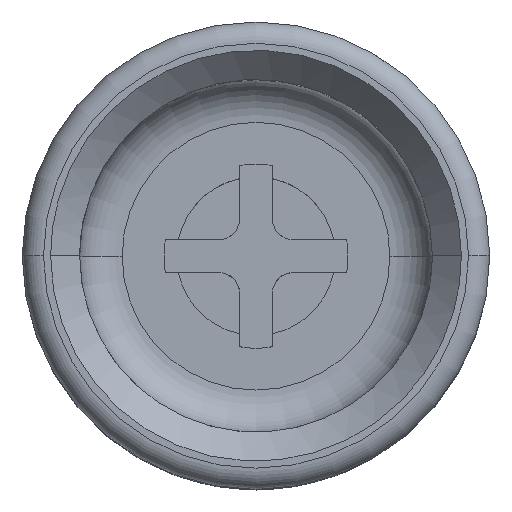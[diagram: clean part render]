
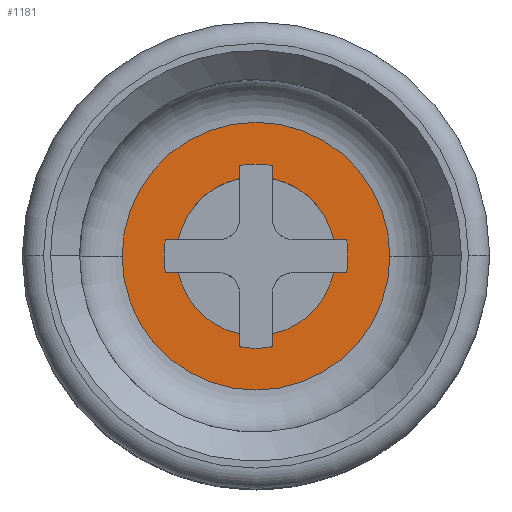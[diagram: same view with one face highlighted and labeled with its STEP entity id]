
A CAD part, top view. The second image highlights one B-rep face of the part: STEP entity #1181.
In plain terms, the highlighted planar face has unit normal (0, 0, 1).
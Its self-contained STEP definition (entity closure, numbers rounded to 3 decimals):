
#254=AXIS2_PLACEMENT_3D('Circle Axis2P3D',#252,#253,$) ;
#308=AXIS2_PLACEMENT_3D('Circle Axis2P3D',#306,#307,$) ;
#348=AXIS2_PLACEMENT_3D('Circle Axis2P3D',#346,#347,$) ;
#449=AXIS2_PLACEMENT_3D('Circle Axis2P3D',#447,#448,$) ;
#1025=AXIS2_PLACEMENT_3D('Circle Axis2P3D',#1023,#1024,$) ;
#1056=AXIS2_PLACEMENT_3D('Circle Axis2P3D',#1054,#1055,$) ;
#1069=AXIS2_PLACEMENT_3D('Plane Axis2P3D',#1066,#1067,#1068) ;
#247=CARTESIAN_POINT('Vertex',(3.899,5.583,17.526)) ;
#252=CARTESIAN_POINT('Axis2P3D Location',(4.191,4.191,17.526)) ;
#256=CARTESIAN_POINT('Vertex',(2.799,4.483,17.526)) ;
#287=CARTESIAN_POINT('Vertex',(3.899,2.799,17.526)) ;
#303=CARTESIAN_POINT('Vertex',(2.799,3.899,17.526)) ;
#306=CARTESIAN_POINT('Axis2P3D Location',(4.191,4.191,17.526)) ;
#327=CARTESIAN_POINT('Vertex',(4.483,5.583,17.526)) ;
#343=CARTESIAN_POINT('Vertex',(5.583,4.483,17.526)) ;
#346=CARTESIAN_POINT('Axis2P3D Location',(4.191,4.191,17.526)) ;
#428=CARTESIAN_POINT('Vertex',(5.583,3.899,17.526)) ;
#444=CARTESIAN_POINT('Vertex',(4.483,2.799,17.526)) ;
#447=CARTESIAN_POINT('Axis2P3D Location',(4.191,4.191,17.526)) ;
#1023=CARTESIAN_POINT('Axis2P3D Location',(4.191,4.191,17.526)) ;
#1027=CARTESIAN_POINT('Vertex',(1.791,4.191,17.526)) ;
#1029=CARTESIAN_POINT('Vertex',(6.591,4.191,17.526)) ;
#1054=CARTESIAN_POINT('Axis2P3D Location',(4.191,4.191,17.526)) ;
#1066=CARTESIAN_POINT('Axis2P3D Location',(6.375,4.191,17.526)) ;
#1075=CARTESIAN_POINT('Line Origine',(2.682,4.483,17.526)) ;
#1079=CARTESIAN_POINT('Vertex',(2.566,4.483,17.526)) ;
#1082=CARTESIAN_POINT('Line Origine',(3.899,5.7,17.526)) ;
#1086=CARTESIAN_POINT('Vertex',(3.899,5.816,17.526)) ;
#1090=CARTESIAN_POINT('Control Point',(4.483,5.816,17.526)) ;
#1091=CARTESIAN_POINT('Control Point',(4.367,5.837,17.526)) ;
#1092=CARTESIAN_POINT('Control Point',(4.25,5.847,17.526)) ;
#1093=CARTESIAN_POINT('Control Point',(4.132,5.847,17.526)) ;
#1094=CARTESIAN_POINT('Control Point',(4.015,5.837,17.526)) ;
#1095=CARTESIAN_POINT('Control Point',(3.899,5.816,17.526)) ;
#1096=CARTESIAN_POINT('Vertex',(4.483,5.816,17.526)) ;
#1099=CARTESIAN_POINT('Line Origine',(4.483,5.7,17.526)) ;
#1104=CARTESIAN_POINT('Line Origine',(5.7,4.483,17.526)) ;
#1108=CARTESIAN_POINT('Vertex',(5.816,4.483,17.526)) ;
#1112=CARTESIAN_POINT('Control Point',(5.816,3.899,17.526)) ;
#1113=CARTESIAN_POINT('Control Point',(5.837,4.015,17.526)) ;
#1114=CARTESIAN_POINT('Control Point',(5.847,4.132,17.526)) ;
#1115=CARTESIAN_POINT('Control Point',(5.847,4.25,17.526)) ;
#1116=CARTESIAN_POINT('Control Point',(5.837,4.367,17.526)) ;
#1117=CARTESIAN_POINT('Control Point',(5.816,4.483,17.526)) ;
#1118=CARTESIAN_POINT('Vertex',(5.816,3.899,17.526)) ;
#1121=CARTESIAN_POINT('Line Origine',(5.7,3.899,17.526)) ;
#1126=CARTESIAN_POINT('Line Origine',(4.483,2.682,17.526)) ;
#1130=CARTESIAN_POINT('Vertex',(4.483,2.566,17.526)) ;
#1134=CARTESIAN_POINT('Control Point',(3.899,2.566,17.526)) ;
#1135=CARTESIAN_POINT('Control Point',(4.015,2.545,17.526)) ;
#1136=CARTESIAN_POINT('Control Point',(4.132,2.535,17.526)) ;
#1137=CARTESIAN_POINT('Control Point',(4.25,2.535,17.526)) ;
#1138=CARTESIAN_POINT('Control Point',(4.367,2.545,17.526)) ;
#1139=CARTESIAN_POINT('Control Point',(4.483,2.566,17.526)) ;
#1140=CARTESIAN_POINT('Vertex',(3.899,2.566,17.526)) ;
#1143=CARTESIAN_POINT('Line Origine',(3.899,2.682,17.526)) ;
#1148=CARTESIAN_POINT('Line Origine',(2.682,3.899,17.526)) ;
#1152=CARTESIAN_POINT('Vertex',(2.566,3.899,17.526)) ;
#1156=CARTESIAN_POINT('Control Point',(2.566,4.483,17.526)) ;
#1157=CARTESIAN_POINT('Control Point',(2.545,4.367,17.526)) ;
#1158=CARTESIAN_POINT('Control Point',(2.535,4.25,17.526)) ;
#1159=CARTESIAN_POINT('Control Point',(2.535,4.132,17.526)) ;
#1160=CARTESIAN_POINT('Control Point',(2.545,4.015,17.526)) ;
#1161=CARTESIAN_POINT('Control Point',(2.566,3.899,17.526)) ;
#253=DIRECTION('Axis2P3D Direction',(0.,0.,1.)) ;
#307=DIRECTION('Axis2P3D Direction',(0.,0.,1.)) ;
#347=DIRECTION('Axis2P3D Direction',(0.,0.,1.)) ;
#448=DIRECTION('Axis2P3D Direction',(0.,0.,1.)) ;
#1024=DIRECTION('Axis2P3D Direction',(0.,0.,1.)) ;
#1055=DIRECTION('Axis2P3D Direction',(0.,0.,1.)) ;
#1067=DIRECTION('Axis2P3D Direction',(0.,0.,1.)) ;
#1068=DIRECTION('Axis2P3D XDirection',(1.,0.,0.)) ;
#1076=DIRECTION('Vector Direction',(-1.,0.,0.)) ;
#1083=DIRECTION('Vector Direction',(0.,-1.,0.)) ;
#1100=DIRECTION('Vector Direction',(0.,1.,0.)) ;
#1105=DIRECTION('Vector Direction',(-1.,0.,0.)) ;
#1122=DIRECTION('Vector Direction',(1.,0.,0.)) ;
#1127=DIRECTION('Vector Direction',(0.,1.,0.)) ;
#1144=DIRECTION('Vector Direction',(0.,-1.,0.)) ;
#1149=DIRECTION('Vector Direction',(1.,0.,0.)) ;
#1077=VECTOR('Line Direction',#1076,1.) ;
#1084=VECTOR('Line Direction',#1083,1.) ;
#1101=VECTOR('Line Direction',#1100,1.) ;
#1106=VECTOR('Line Direction',#1105,1.) ;
#1123=VECTOR('Line Direction',#1122,1.) ;
#1128=VECTOR('Line Direction',#1127,1.) ;
#1145=VECTOR('Line Direction',#1144,1.) ;
#1150=VECTOR('Line Direction',#1149,1.) ;
#1072=ORIENTED_EDGE('',*,*,#1058,.T.) ;
#1073=ORIENTED_EDGE('',*,*,#1031,.T.) ;
#1164=ORIENTED_EDGE('',*,*,#1081,.F.) ;
#1165=ORIENTED_EDGE('',*,*,#258,.T.) ;
#1166=ORIENTED_EDGE('',*,*,#1088,.F.) ;
#1167=ORIENTED_EDGE('',*,*,#1098,.F.) ;
#1168=ORIENTED_EDGE('',*,*,#1103,.F.) ;
#1169=ORIENTED_EDGE('',*,*,#350,.T.) ;
#1170=ORIENTED_EDGE('',*,*,#1110,.F.) ;
#1171=ORIENTED_EDGE('',*,*,#1120,.F.) ;
#1172=ORIENTED_EDGE('',*,*,#1125,.F.) ;
#1173=ORIENTED_EDGE('',*,*,#451,.T.) ;
#1174=ORIENTED_EDGE('',*,*,#1132,.F.) ;
#1175=ORIENTED_EDGE('',*,*,#1142,.F.) ;
#1176=ORIENTED_EDGE('',*,*,#1147,.F.) ;
#1177=ORIENTED_EDGE('',*,*,#310,.T.) ;
#1178=ORIENTED_EDGE('',*,*,#1154,.F.) ;
#1179=ORIENTED_EDGE('',*,*,#1162,.F.) ;
#1180=FACE_BOUND('',#1163,.T.) ;
#1181=ADVANCED_FACE('Geometry.1',(#1074,#1180),#1070,.T.) ;
#255=CIRCLE('generated circle',#254,1.423) ;
#309=CIRCLE('generated circle',#308,1.423) ;
#349=CIRCLE('generated circle',#348,1.423) ;
#450=CIRCLE('generated circle',#449,1.423) ;
#1026=CIRCLE('generated circle',#1025,2.4) ;
#1057=CIRCLE('generated circle',#1056,2.4) ;
#258=EDGE_CURVE('',#257,#248,#255,.F.) ;
#310=EDGE_CURVE('',#288,#304,#309,.F.) ;
#350=EDGE_CURVE('',#328,#344,#349,.F.) ;
#451=EDGE_CURVE('',#429,#445,#450,.F.) ;
#1031=EDGE_CURVE('',#1028,#1030,#1026,.T.) ;
#1058=EDGE_CURVE('',#1030,#1028,#1057,.T.) ;
#1081=EDGE_CURVE('',#257,#1080,#1078,.T.) ;
#1088=EDGE_CURVE('',#1087,#248,#1085,.T.) ;
#1098=EDGE_CURVE('',#1097,#1087,#1089,.T.) ;
#1103=EDGE_CURVE('',#328,#1097,#1102,.T.) ;
#1110=EDGE_CURVE('',#1109,#344,#1107,.T.) ;
#1120=EDGE_CURVE('',#1119,#1109,#1111,.T.) ;
#1125=EDGE_CURVE('',#429,#1119,#1124,.T.) ;
#1132=EDGE_CURVE('',#1131,#445,#1129,.T.) ;
#1142=EDGE_CURVE('',#1141,#1131,#1133,.T.) ;
#1147=EDGE_CURVE('',#288,#1141,#1146,.T.) ;
#1154=EDGE_CURVE('',#1153,#304,#1151,.T.) ;
#1162=EDGE_CURVE('',#1080,#1153,#1155,.T.) ;
#1071=EDGE_LOOP('',(#1072,#1073)) ;
#1163=EDGE_LOOP('',(#1164,#1165,#1166,#1167,#1168,#1169,#1170,#1171,#1172,#1173,#1174,#1175,#1176,#1177,#1178,#1179)) ;
#1074=FACE_OUTER_BOUND('',#1071,.T.) ;
#1078=LINE('Line',#1075,#1077) ;
#1085=LINE('Line',#1082,#1084) ;
#1102=LINE('Line',#1099,#1101) ;
#1107=LINE('Line',#1104,#1106) ;
#1124=LINE('Line',#1121,#1123) ;
#1129=LINE('Line',#1126,#1128) ;
#1146=LINE('Line',#1143,#1145) ;
#1151=LINE('Line',#1148,#1150) ;
#1070=PLANE('',#1069) ;
#248=VERTEX_POINT('',#247) ;
#257=VERTEX_POINT('',#256) ;
#288=VERTEX_POINT('',#287) ;
#304=VERTEX_POINT('',#303) ;
#328=VERTEX_POINT('',#327) ;
#344=VERTEX_POINT('',#343) ;
#429=VERTEX_POINT('',#428) ;
#445=VERTEX_POINT('',#444) ;
#1028=VERTEX_POINT('',#1027) ;
#1030=VERTEX_POINT('',#1029) ;
#1080=VERTEX_POINT('',#1079) ;
#1087=VERTEX_POINT('',#1086) ;
#1097=VERTEX_POINT('',#1096) ;
#1109=VERTEX_POINT('',#1108) ;
#1119=VERTEX_POINT('',#1118) ;
#1131=VERTEX_POINT('',#1130) ;
#1141=VERTEX_POINT('',#1140) ;
#1153=VERTEX_POINT('',#1152) ;
#1089=(BOUNDED_CURVE()B_SPLINE_CURVE(5,(#1090,#1091,#1092,#1093,#1094,#1095),.UNSPECIFIED.,.F.,.U.)B_SPLINE_CURVE_WITH_KNOTS((6,6),(0.,0.589),.UNSPECIFIED.)CURVE()GEOMETRIC_REPRESENTATION_ITEM()RATIONAL_B_SPLINE_CURVE((1.,1.,1.,1.,1.,1.))REPRESENTATION_ITEM('')) ;
#1111=(BOUNDED_CURVE()B_SPLINE_CURVE(5,(#1112,#1113,#1114,#1115,#1116,#1117),.UNSPECIFIED.,.F.,.U.)B_SPLINE_CURVE_WITH_KNOTS((6,6),(0.,0.589),.UNSPECIFIED.)CURVE()GEOMETRIC_REPRESENTATION_ITEM()RATIONAL_B_SPLINE_CURVE((1.,1.,1.,1.,1.,1.))REPRESENTATION_ITEM('')) ;
#1133=(BOUNDED_CURVE()B_SPLINE_CURVE(5,(#1134,#1135,#1136,#1137,#1138,#1139),.UNSPECIFIED.,.F.,.U.)B_SPLINE_CURVE_WITH_KNOTS((6,6),(0.,0.589),.UNSPECIFIED.)CURVE()GEOMETRIC_REPRESENTATION_ITEM()RATIONAL_B_SPLINE_CURVE((1.,1.,1.,1.,1.,1.))REPRESENTATION_ITEM('')) ;
#1155=(BOUNDED_CURVE()B_SPLINE_CURVE(5,(#1156,#1157,#1158,#1159,#1160,#1161),.UNSPECIFIED.,.F.,.U.)B_SPLINE_CURVE_WITH_KNOTS((6,6),(0.,0.589),.UNSPECIFIED.)CURVE()GEOMETRIC_REPRESENTATION_ITEM()RATIONAL_B_SPLINE_CURVE((1.,1.,1.,1.,1.,1.))REPRESENTATION_ITEM('')) ;
